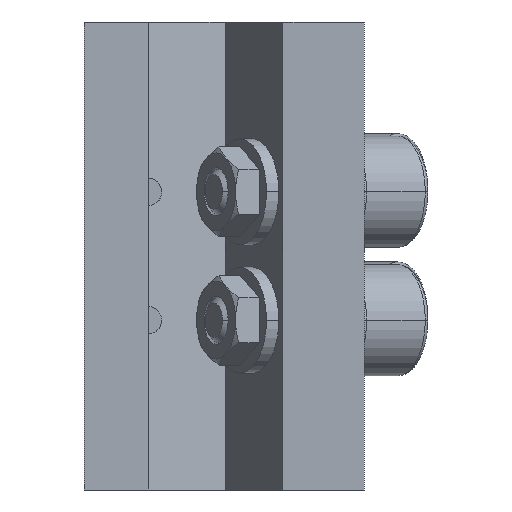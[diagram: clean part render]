
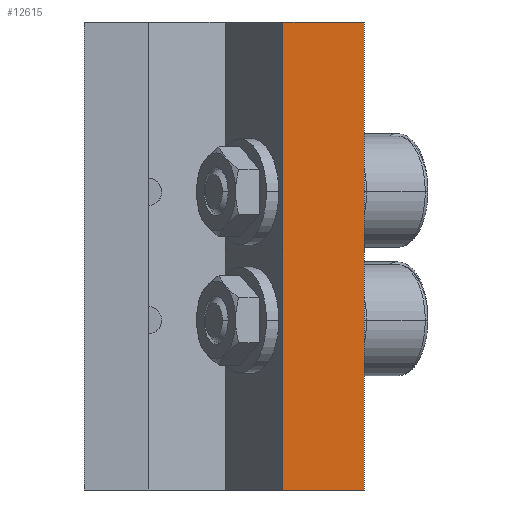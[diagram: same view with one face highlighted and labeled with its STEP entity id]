
A CAD part, left-side view. The second image highlights one B-rep face of the part: STEP entity #12615.
In plain terms, the highlighted planar face has unit normal (-1, 0, 0).
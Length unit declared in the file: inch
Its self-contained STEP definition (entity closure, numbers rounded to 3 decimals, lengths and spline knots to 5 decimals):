
#177 = VERTEX_POINT ( 'NONE', #7657 ) ;
#626 = CARTESIAN_POINT ( 'NONE',  ( -1.375, 0.07217, -1.3125 ) ) ;
#744 = VERTEX_POINT ( 'NONE', #9495 ) ;
#1017 = PLANE ( 'NONE',  #9160 ) ;
#1022 = DIRECTION ( 'NONE',  ( 0., 0., 1. ) ) ;
#1810 = DIRECTION ( 'NONE',  ( 0., -1., 0. ) ) ;
#2695 = ORIENTED_EDGE ( 'NONE', *, *, #3030, .F. ) ;
#2739 = DIRECTION ( 'NONE',  ( 0., -1., 0. ) ) ;
#3030 = EDGE_CURVE ( 'NONE', #7378, #3715, #8229, .T. ) ;
#3438 = DIRECTION ( 'NONE',  ( -1., 0., 0. ) ) ;
#3715 = VERTEX_POINT ( 'NONE', #11783 ) ;
#4025 = ORIENTED_EDGE ( 'NONE', *, *, #8609, .T. ) ;
#4158 = CARTESIAN_POINT ( 'NONE',  ( -1.375, 0.07217, -1.3125 ) ) ;
#4246 = EDGE_CURVE ( 'NONE', #7378, #177, #7520, .T. ) ;
#5297 = ORIENTED_EDGE ( 'NONE', *, *, #4246, .T. ) ;
#6335 = CARTESIAN_POINT ( 'NONE',  ( -1.375, 0.07217, 1.3125 ) ) ;
#6343 = VECTOR ( 'NONE', #1810, 39.37008 ) ;
#6411 = VECTOR ( 'NONE', #2739, 39.37008 ) ;
#7378 = VERTEX_POINT ( 'NONE', #626 ) ;
#7516 = ORIENTED_EDGE ( 'NONE', *, *, #12350, .F. ) ;
#7520 = LINE ( 'NONE', #4158, #6343 ) ;
#7657 = CARTESIAN_POINT ( 'NONE',  ( -1.375, -0.385, -1.3125 ) ) ;
#8201 = DIRECTION ( 'NONE',  ( 0., 0., 1. ) ) ;
#8229 = LINE ( 'NONE', #15430, #13274 ) ;
#8457 = DIRECTION ( 'NONE',  ( 0., 0., 1. ) ) ;
#8609 = EDGE_CURVE ( 'NONE', #177, #744, #15249, .T. ) ;
#8969 = VECTOR ( 'NONE', #1022, 39.37008 ) ;
#9160 = AXIS2_PLACEMENT_3D ( 'NONE', #9370, #3438, #8201 ) ;
#9220 = EDGE_LOOP ( 'NONE', ( #7516, #2695, #5297, #4025 ) ) ;
#9370 = CARTESIAN_POINT ( 'NONE',  ( -1.375, 0.07217, -1.3125 ) ) ;
#9495 = CARTESIAN_POINT ( 'NONE',  ( -1.375, -0.385, 1.3125 ) ) ;
#11783 = CARTESIAN_POINT ( 'NONE',  ( -1.375, 0.07217, 1.3125 ) ) ;
#12350 = EDGE_CURVE ( 'NONE', #3715, #744, #14713, .T. ) ;
#12615 = ADVANCED_FACE ( 'NONE', ( #12731 ), #1017, .T. ) ;
#12731 = FACE_OUTER_BOUND ( 'NONE', #9220, .T. ) ;
#12894 = CARTESIAN_POINT ( 'NONE',  ( -1.375, -0.385, -1.3125 ) ) ;
#13274 = VECTOR ( 'NONE', #8457, 39.37008 ) ;
#14713 = LINE ( 'NONE', #6335, #6411 ) ;
#15249 = LINE ( 'NONE', #12894, #8969 ) ;
#15430 = CARTESIAN_POINT ( 'NONE',  ( -1.375, 0.07217, -1.3125 ) ) ;
